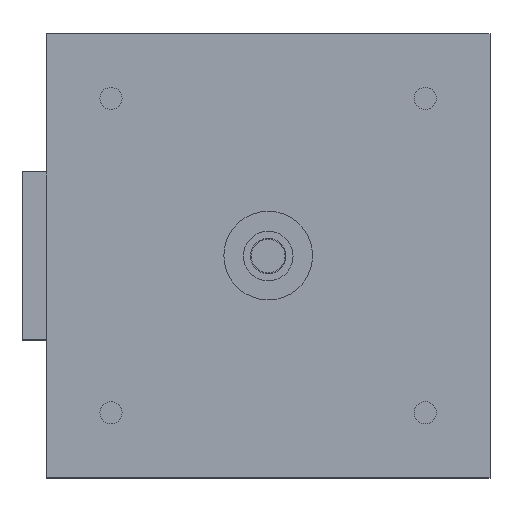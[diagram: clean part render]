
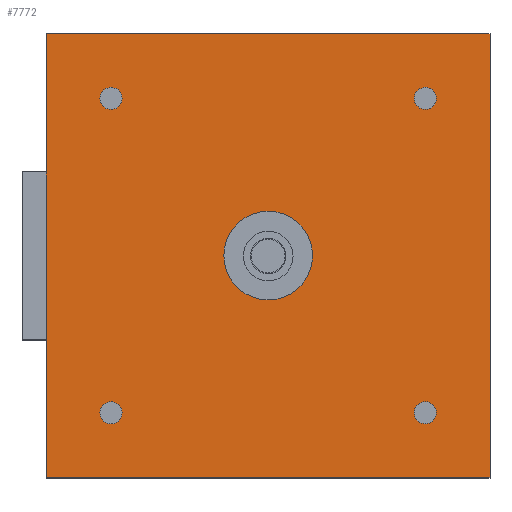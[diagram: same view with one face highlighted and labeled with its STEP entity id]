
A CAD part, top view. The second image highlights one B-rep face of the part: STEP entity #7772.
In plain terms, the highlighted planar face has unit normal (0, 0, 1).
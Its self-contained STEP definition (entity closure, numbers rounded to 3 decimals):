
#496=FACE_BOUND('',#1660,.T.);
#497=FACE_BOUND('',#1661,.T.);
#498=FACE_BOUND('',#1662,.T.);
#499=FACE_BOUND('',#1663,.T.);
#500=FACE_BOUND('',#1664,.T.);
#750=PLANE('',#8940);
#1123=FACE_OUTER_BOUND('',#1659,.T.);
#1659=EDGE_LOOP('',(#6321,#6322,#6323,#6324));
#1660=EDGE_LOOP('',(#6325));
#1661=EDGE_LOOP('',(#6326));
#1662=EDGE_LOOP('',(#6327));
#1663=EDGE_LOOP('',(#6328));
#1664=EDGE_LOOP('',(#6329));
#2309=LINE('',#12858,#3002);
#2321=LINE('',#12880,#3014);
#2323=LINE('',#12884,#3016);
#2324=LINE('',#12886,#3017);
#3002=VECTOR('',#10388,10.);
#3014=VECTOR('',#10404,10.);
#3016=VECTOR('',#10408,10.);
#3017=VECTOR('',#10411,10.);
#3525=CIRCLE('',#8917,10.);
#3527=CIRCLE('',#8925,2.5);
#3529=CIRCLE('',#8928,2.5);
#3531=CIRCLE('',#8931,2.5);
#3533=CIRCLE('',#8934,2.5);
#3983=VERTEX_POINT('',#12855);
#3984=VERTEX_POINT('',#12857);
#3992=VERTEX_POINT('',#12878);
#3993=VERTEX_POINT('',#12882);
#3999=VERTEX_POINT('',#12899);
#4003=VERTEX_POINT('',#12918);
#4005=VERTEX_POINT('',#12924);
#4007=VERTEX_POINT('',#12930);
#4009=VERTEX_POINT('',#12936);
#4798=EDGE_CURVE('',#3984,#3983,#2309,.T.);
#4810=EDGE_CURVE('',#3983,#3992,#2321,.T.);
#4812=EDGE_CURVE('',#3992,#3993,#2323,.T.);
#4813=EDGE_CURVE('',#3993,#3984,#2324,.T.);
#4820=EDGE_CURVE('',#3999,#3999,#3525,.T.);
#4829=EDGE_CURVE('',#4003,#4003,#3527,.T.);
#4832=EDGE_CURVE('',#4005,#4005,#3529,.T.);
#4835=EDGE_CURVE('',#4007,#4007,#3531,.T.);
#4838=EDGE_CURVE('',#4009,#4009,#3533,.T.);
#6321=ORIENTED_EDGE('',*,*,#4798,.T.);
#6322=ORIENTED_EDGE('',*,*,#4810,.T.);
#6323=ORIENTED_EDGE('',*,*,#4812,.T.);
#6324=ORIENTED_EDGE('',*,*,#4813,.T.);
#6325=ORIENTED_EDGE('',*,*,#4820,.T.);
#6326=ORIENTED_EDGE('',*,*,#4829,.T.);
#6327=ORIENTED_EDGE('',*,*,#4832,.T.);
#6328=ORIENTED_EDGE('',*,*,#4835,.T.);
#6329=ORIENTED_EDGE('',*,*,#4838,.T.);
#7772=ADVANCED_FACE('',(#1123,#496,#497,#498,#499,#500),#750,.T.);
#8917=AXIS2_PLACEMENT_3D('',#12900,#10420,#10421);
#8925=AXIS2_PLACEMENT_3D('',#12919,#10443,#10444);
#8928=AXIS2_PLACEMENT_3D('',#12925,#10450,#10451);
#8931=AXIS2_PLACEMENT_3D('',#12931,#10457,#10458);
#8934=AXIS2_PLACEMENT_3D('',#12937,#10464,#10465);
#8940=AXIS2_PLACEMENT_3D('',#12949,#10481,#10482);
#10388=DIRECTION('',(1.,0.,0.));
#10404=DIRECTION('',(0.,1.,0.));
#10408=DIRECTION('',(-1.,0.,0.));
#10411=DIRECTION('',(0.,-1.,0.));
#10420=DIRECTION('center_axis',(0.,0.,-1.));
#10421=DIRECTION('ref_axis',(-1.,0.,0.));
#10443=DIRECTION('center_axis',(0.,0.,-1.));
#10444=DIRECTION('ref_axis',(-1.,0.,0.));
#10450=DIRECTION('center_axis',(0.,0.,-1.));
#10451=DIRECTION('ref_axis',(-1.,0.,0.));
#10457=DIRECTION('center_axis',(0.,0.,-1.));
#10458=DIRECTION('ref_axis',(-1.,0.,0.));
#10464=DIRECTION('center_axis',(0.,0.,-1.));
#10465=DIRECTION('ref_axis',(-1.,0.,0.));
#10481=DIRECTION('center_axis',(0.,0.,1.));
#10482=DIRECTION('ref_axis',(-1.,0.,0.));
#12855=CARTESIAN_POINT('',(50.,-50.,100.8));
#12857=CARTESIAN_POINT('',(-50.,-50.,100.8));
#12858=CARTESIAN_POINT('',(-50.,-50.,100.8));
#12878=CARTESIAN_POINT('',(50.,50.,100.8));
#12880=CARTESIAN_POINT('',(50.,-50.,100.8));
#12882=CARTESIAN_POINT('',(-50.,50.,100.8));
#12884=CARTESIAN_POINT('',(50.,50.,100.8));
#12886=CARTESIAN_POINT('',(-50.,50.,100.8));
#12899=CARTESIAN_POINT('',(10.,0.,100.8));
#12900=CARTESIAN_POINT('Origin',(0.,0.,100.8));
#12918=CARTESIAN_POINT('',(37.929,35.429,100.8));
#12919=CARTESIAN_POINT('Origin',(35.429,35.429,100.8));
#12924=CARTESIAN_POINT('',(37.929,-35.429,100.8));
#12925=CARTESIAN_POINT('Origin',(35.429,-35.429,100.8));
#12930=CARTESIAN_POINT('',(-32.929,35.429,100.8));
#12931=CARTESIAN_POINT('Origin',(-35.429,35.429,100.8));
#12936=CARTESIAN_POINT('',(-32.929,-35.429,100.8));
#12937=CARTESIAN_POINT('Origin',(-35.429,-35.429,100.8));
#12949=CARTESIAN_POINT('Origin',(0.,0.,100.8));
